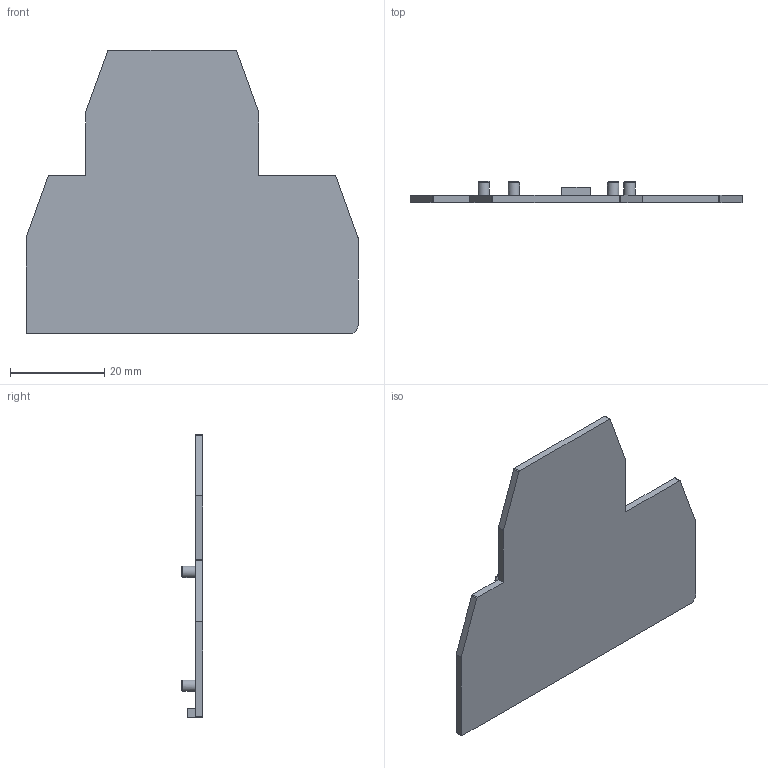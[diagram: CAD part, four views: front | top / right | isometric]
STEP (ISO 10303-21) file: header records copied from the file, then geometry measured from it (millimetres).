
FILE_DESCRIPTION(/* description */ ('Unknown'),/* implementation_level */ '2;1');
FILE_NAME(/* name */ 'D-BKND-04',/* time_stamp */ '2024-11-14T12:00:05-03:00',/* author */ ('Unknown'),/* organization */ ('Unknown'),/* preprocessor_version */ 'ST-DEVELOPER v16.7',/* originating_system */ 'Solid Edge',/* authorisation */ 'Unknown');
FILE_SCHEMA (('AUTOMOTIVE_DESIGN {1 0 10303 214 3 1 1}'));
Length unit declared in the file: millimetre
Products named in the file (1): D-BKND-04
Bounding box: 70.3 x 4.5 x 60.05 mm (x, y, z)
Volume: 4882.1 mm3; surface area: 6890.5 mm2
Topology: 1 solids, 1 shells, 45 faces, 117 edges, 78 vertices
Faces by surface type: plane 22, cylinder 19, bspline 4
Full cylindrical faces by diameter (mm): 2.4 x4
Entity records: 1535 total; most frequent: CARTESIAN_POINT 437, DIRECTION 223, ORIENTED_EDGE 210, EDGE_CURVE 105, AXIS2_PLACEMENT_3D 80, VERTEX_POINT 74, LINE 63, VECTOR 63
